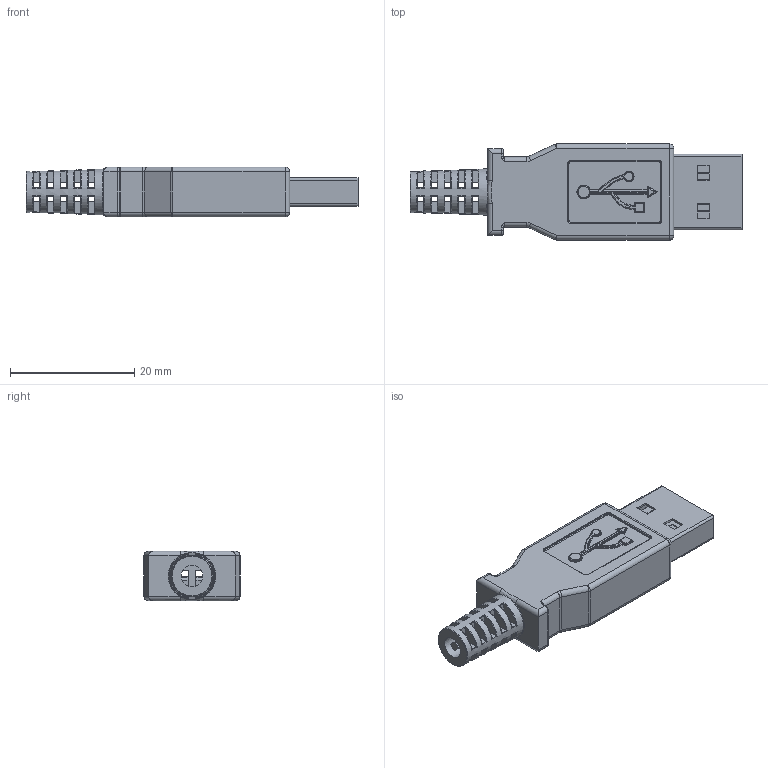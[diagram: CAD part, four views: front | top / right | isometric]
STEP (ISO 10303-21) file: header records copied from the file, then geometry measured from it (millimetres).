
FILE_DESCRIPTION(/* description */ ('Unknown'),/* implementation_level */ '2;1');
FILE_NAME(/* name */ 'USB Connector',/* time_stamp */ '2021-04-18T19:23:46+01:00',/* author */ ('Fernando Cruz'),/* organization */ ('Fernando Cruz - Gab. Est. Proj. Com. Mold. Plast.Lda.'),/* preprocessor_version */ 'ST-DEVELOPER v16.7',/* originating_system */ 'Solid Edge',/* authorisation */ 'Unknown');
FILE_SCHEMA (('AUTOMOTIVE_DESIGN {1 0 10303 214 3 1 1}'));
Length unit declared in the file: millimetre
Products named in the file (6): USB Connector; Main Body; Engagement; Suport Contacts; Contacts; Contacts_1
Assembly tree (7 placements, depth 2):
  USB Connector
    Main Body
    Engagement
    Suport Contacts
    Contacts  x2
    Contacts_1  x2
Bounding box: 53.5 x 15.5 x 8 mm (x, y, z)
Volume: 3619.9 mm3; surface area: 4452.4 mm2
Topology: 7 solids, 7 shells, 608 faces, 1612 edges, 991 vertices
Faces by surface type: plane 235, cylinder 214, torus 76, bspline 64, sphere 18, cone 1
Full cylindrical faces by diameter (mm): 0.35 x4, 3.5 x1
Entity records: 18591 total; most frequent: CARTESIAN_POINT 4717, ORIENTED_EDGE 2978, DIRECTION 2726, EDGE_CURVE 1489, AXIS2_PLACEMENT_3D 1013, VERTEX_POINT 927, LINE 700, VECTOR 700
